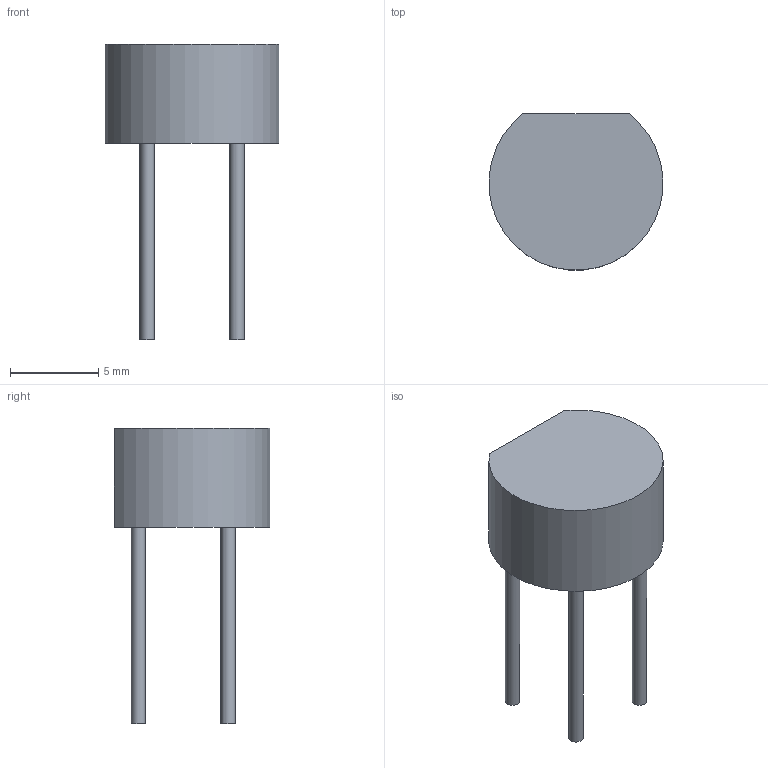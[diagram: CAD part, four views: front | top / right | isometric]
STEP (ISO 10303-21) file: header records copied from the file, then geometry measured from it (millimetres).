
FILE_DESCRIPTION(/* description */ (''),/* implementation_level */ '2;1');
FILE_NAME(/* name */ 'VISHAY_WOG.stp',/* time_stamp */ '2016-04-08T14:00:11+02:00',/* author */ ('riccim'),/* organization */ (''),/* preprocessor_version */ 'ST-DEVELOPER v15.5',/* originating_system */ 'AutoCAD Mechanical',/* authorisation */ '');
FILE_SCHEMA (('AUTOMOTIVE_DESIGN { 1 0 10303 214 3 1 1 }'));
Length unit declared in the file: millimetre
Products named in the file (1): Product
Bounding box: 9.84 x 8.82 x 16.7 mm (x, y, z)
Volume: 427.1 mm3; surface area: 432.4 mm2
Topology: 5 solids, 5 shells, 16 faces, 18 edges, 12 vertices
Faces by surface type: plane 11, cylinder 5
Full cylindrical faces by diameter (mm): 0.81 x4
Entity records: 327 total; most frequent: DIRECTION 58, CARTESIAN_POINT 43, ORIENTED_EDGE 28, AXIS2_PLACEMENT_3D 27, EDGE_LOOP 20, FACE_OUTER_BOUND 16, ADVANCED_FACE 16, EDGE_CURVE 14
